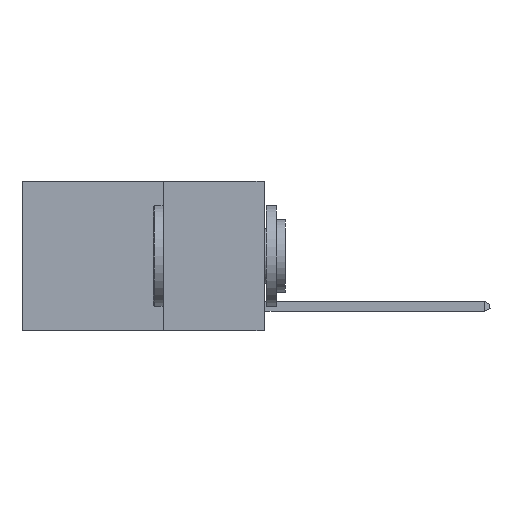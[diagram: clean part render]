
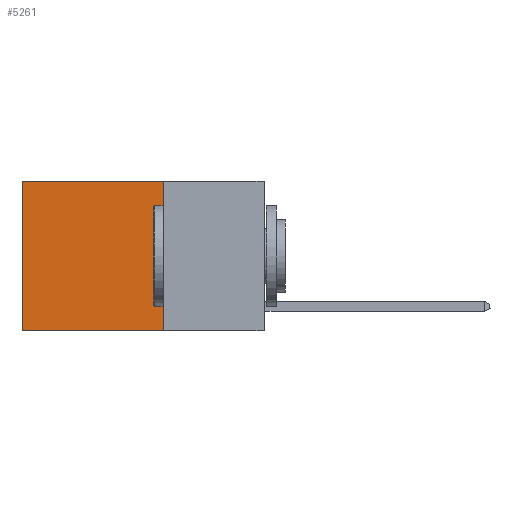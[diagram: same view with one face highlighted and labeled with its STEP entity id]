
A CAD part, left-side view. The second image highlights one B-rep face of the part: STEP entity #5261.
In plain terms, the highlighted planar face has unit normal (-1, 0, 0).
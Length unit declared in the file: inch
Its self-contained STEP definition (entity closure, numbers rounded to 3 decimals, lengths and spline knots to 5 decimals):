
#248 = VERTEX_POINT ( 'NONE', #7469 ) ;
#278 = LINE ( 'NONE', #7128, #3630 ) ;
#820 = EDGE_CURVE ( 'NONE', #248, #2079, #1191, .T. ) ;
#1191 = LINE ( 'NONE', #4594, #1733 ) ;
#1310 = VECTOR ( 'NONE', #5089, 39.37008 ) ;
#1712 = DIRECTION ( 'NONE',  ( 0., 0., -1. ) ) ;
#1733 = VECTOR ( 'NONE', #8081, 39.37008 ) ;
#2079 = VERTEX_POINT ( 'NONE', #3683 ) ;
#2465 = VERTEX_POINT ( 'NONE', #8770 ) ;
#2590 = CARTESIAN_POINT ( 'NONE',  ( 0.2625, 0.25, 0. ) ) ;
#3578 = PLANE ( 'NONE',  #7931 ) ;
#3630 = VECTOR ( 'NONE', #10629, 39.37008 ) ;
#3683 = CARTESIAN_POINT ( 'NONE',  ( 0.2625, 0.6, 0. ) ) ;
#4493 = FACE_OUTER_BOUND ( 'NONE', #5224, .T. ) ;
#4594 = CARTESIAN_POINT ( 'NONE',  ( 0.2625, 0.25, 0. ) ) ;
#4636 = EDGE_CURVE ( 'NONE', #248, #2465, #11038, .T. ) ;
#4777 = ORIENTED_EDGE ( 'NONE', *, *, #9007, .F. ) ;
#5005 = ORIENTED_EDGE ( 'NONE', *, *, #10705, .T. ) ;
#5083 = DIRECTION ( 'NONE',  ( 0., 0., -1. ) ) ;
#5089 = DIRECTION ( 'NONE',  ( 0., 1., 0. ) ) ;
#5140 = VECTOR ( 'NONE', #5083, 39.37008 ) ;
#5224 = EDGE_LOOP ( 'NONE', ( #5005, #4777, #5321, #8769 ) ) ;
#5261 = ADVANCED_FACE ( 'NONE', ( #4493 ), #3578, .F. ) ;
#5321 = ORIENTED_EDGE ( 'NONE', *, *, #4636, .F. ) ;
#5366 = DIRECTION ( 'NONE',  ( 1., 0., 0. ) ) ;
#7128 = CARTESIAN_POINT ( 'NONE',  ( 0.2625, 0.6, 0. ) ) ;
#7469 = CARTESIAN_POINT ( 'NONE',  ( 0.2625, 0.25, 0. ) ) ;
#7518 = CARTESIAN_POINT ( 'NONE',  ( 0.2625, 0.6, -0.37 ) ) ;
#7931 = AXIS2_PLACEMENT_3D ( 'NONE', #2590, #5366, #1712 ) ;
#8081 = DIRECTION ( 'NONE',  ( 0., 1., 0. ) ) ;
#8485 = LINE ( 'NONE', #9553, #1310 ) ;
#8769 = ORIENTED_EDGE ( 'NONE', *, *, #820, .T. ) ;
#8770 = CARTESIAN_POINT ( 'NONE',  ( 0.2625, 0.25, -0.37 ) ) ;
#9007 = EDGE_CURVE ( 'NONE', #2465, #11048, #8485, .T. ) ;
#9553 = CARTESIAN_POINT ( 'NONE',  ( 0.2625, 0.25, -0.37 ) ) ;
#10067 = CARTESIAN_POINT ( 'NONE',  ( 0.2625, 0.25, 0. ) ) ;
#10629 = DIRECTION ( 'NONE',  ( 0., 0., -1. ) ) ;
#10705 = EDGE_CURVE ( 'NONE', #2079, #11048, #278, .T. ) ;
#11038 = LINE ( 'NONE', #10067, #5140 ) ;
#11048 = VERTEX_POINT ( 'NONE', #7518 ) ;
